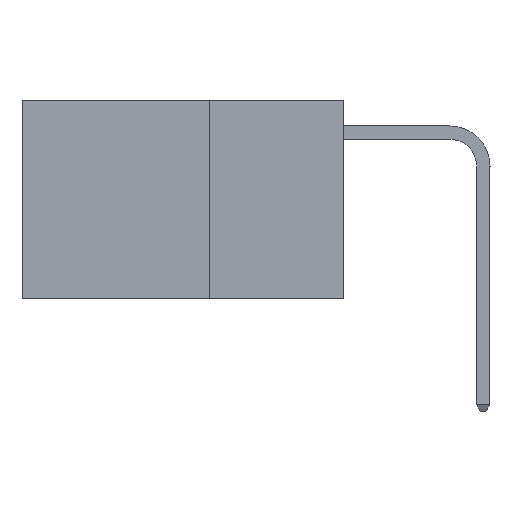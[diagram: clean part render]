
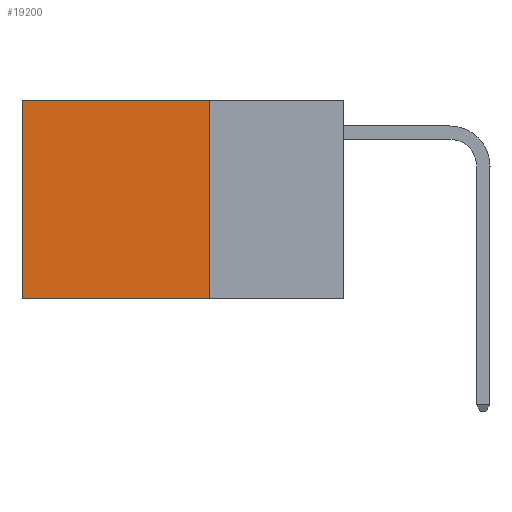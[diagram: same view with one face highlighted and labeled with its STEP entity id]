
A CAD part, left-side view. The second image highlights one B-rep face of the part: STEP entity #19200.
In plain terms, the highlighted planar face has unit normal (-1, 0, 0).
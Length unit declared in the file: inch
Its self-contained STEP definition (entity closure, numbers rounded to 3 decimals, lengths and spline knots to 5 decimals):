
#151 = EDGE_LOOP ( 'NONE', ( #2535, #6071, #21990, #21089 ) ) ;
#1281 = VECTOR ( 'NONE', #22816, 39.37008 ) ;
#1362 = VERTEX_POINT ( 'NONE', #5369 ) ;
#2182 = VECTOR ( 'NONE', #13982, 39.37008 ) ;
#2535 = ORIENTED_EDGE ( 'NONE', *, *, #3262, .T. ) ;
#2546 = VECTOR ( 'NONE', #27534, 39.37008 ) ;
#3262 = EDGE_CURVE ( 'NONE', #1362, #26707, #21272, .T. ) ;
#4205 = VECTOR ( 'NONE', #11591, 39.37008 ) ;
#5369 = CARTESIAN_POINT ( 'NONE',  ( 0.2625, 0.6, 0. ) ) ;
#5923 = CARTESIAN_POINT ( 'NONE',  ( 0.2625, 0.6, -0.37 ) ) ;
#6071 = ORIENTED_EDGE ( 'NONE', *, *, #10133, .F. ) ;
#6298 = CARTESIAN_POINT ( 'NONE',  ( 0.2625, 0.25, 0. ) ) ;
#6986 = LINE ( 'NONE', #20726, #1281 ) ;
#8138 = AXIS2_PLACEMENT_3D ( 'NONE', #9254, #24113, #11404 ) ;
#8554 = LINE ( 'NONE', #11785, #2182 ) ;
#9254 = CARTESIAN_POINT ( 'NONE',  ( 0.2625, 0.25, 0. ) ) ;
#10133 = EDGE_CURVE ( 'NONE', #20750, #26707, #8554, .T. ) ;
#11404 = DIRECTION ( 'NONE',  ( 0., 0., -1. ) ) ;
#11591 = DIRECTION ( 'NONE',  ( 0., 0., -1. ) ) ;
#11785 = CARTESIAN_POINT ( 'NONE',  ( 0.2625, 0.25, -0.37 ) ) ;
#13670 = CARTESIAN_POINT ( 'NONE',  ( 0.2625, 0.6, 0. ) ) ;
#13977 = LINE ( 'NONE', #25386, #2546 ) ;
#13982 = DIRECTION ( 'NONE',  ( 0., 1., 0. ) ) ;
#15200 = FACE_OUTER_BOUND ( 'NONE', #151, .T. ) ;
#18229 = EDGE_CURVE ( 'NONE', #21394, #20750, #6986, .T. ) ;
#19200 = ADVANCED_FACE ( 'NONE', ( #15200 ), #19935, .F. ) ;
#19935 = PLANE ( 'NONE',  #8138 ) ;
#20726 = CARTESIAN_POINT ( 'NONE',  ( 0.2625, 0.25, 0. ) ) ;
#20750 = VERTEX_POINT ( 'NONE', #27592 ) ;
#21089 = ORIENTED_EDGE ( 'NONE', *, *, #23533, .T. ) ;
#21272 = LINE ( 'NONE', #13670, #4205 ) ;
#21394 = VERTEX_POINT ( 'NONE', #6298 ) ;
#21990 = ORIENTED_EDGE ( 'NONE', *, *, #18229, .F. ) ;
#22816 = DIRECTION ( 'NONE',  ( 0., 0., -1. ) ) ;
#23533 = EDGE_CURVE ( 'NONE', #21394, #1362, #13977, .T. ) ;
#24113 = DIRECTION ( 'NONE',  ( 1., 0., 0. ) ) ;
#25386 = CARTESIAN_POINT ( 'NONE',  ( 0.2625, 0.25, 0. ) ) ;
#26707 = VERTEX_POINT ( 'NONE', #5923 ) ;
#27534 = DIRECTION ( 'NONE',  ( 0., 1., 0. ) ) ;
#27592 = CARTESIAN_POINT ( 'NONE',  ( 0.2625, 0.25, -0.37 ) ) ;
